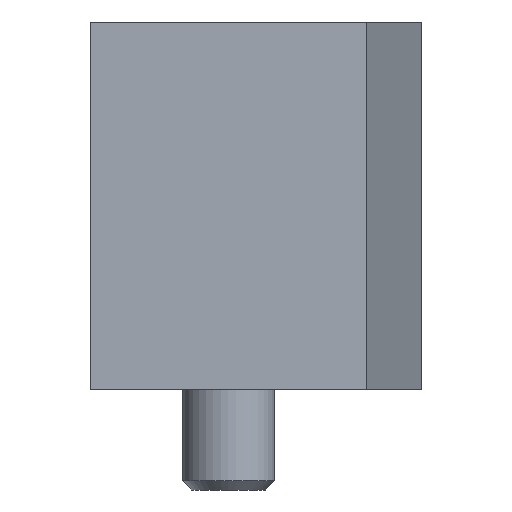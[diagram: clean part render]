
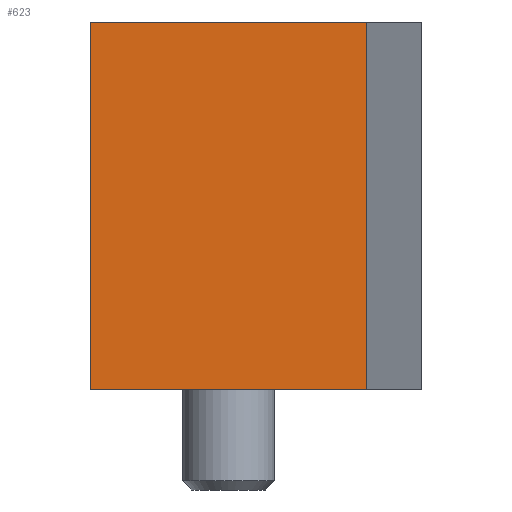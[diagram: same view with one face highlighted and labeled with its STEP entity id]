
A CAD part, front view. The second image highlights one B-rep face of the part: STEP entity #623.
In plain terms, the highlighted planar face has unit normal (0, -1, 0).
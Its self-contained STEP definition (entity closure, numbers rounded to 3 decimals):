
#45=LINE('',#939,#87);
#47=LINE('',#943,#89);
#48=LINE('',#945,#90);
#49=LINE('',#946,#91);
#87=VECTOR('',#772,20.);
#89=VECTOR('',#776,15.);
#90=VECTOR('',#777,20.);
#91=VECTOR('',#778,15.);
#158=FACE_OUTER_BOUND('',#206,.T.);
#206=EDGE_LOOP('',(#432,#433,#434,#435));
#292=VERTEX_POINT('',#936);
#293=VERTEX_POINT('',#938);
#294=VERTEX_POINT('',#942);
#295=VERTEX_POINT('',#944);
#351=EDGE_CURVE('',#293,#292,#45,.T.);
#353=EDGE_CURVE('',#292,#294,#47,.T.);
#354=EDGE_CURVE('',#295,#294,#48,.T.);
#355=EDGE_CURVE('',#293,#295,#49,.T.);
#432=ORIENTED_EDGE('',*,*,#353,.T.);
#433=ORIENTED_EDGE('',*,*,#354,.F.);
#434=ORIENTED_EDGE('',*,*,#355,.F.);
#435=ORIENTED_EDGE('',*,*,#351,.T.);
#558=PLANE('',#677);
#623=ADVANCED_FACE('',(#158),#558,.T.);
#677=AXIS2_PLACEMENT_3D('',#941,#774,#775);
#772=DIRECTION('',(0.,0.,1.));
#774=DIRECTION('center_axis',(0.,-1.,0.));
#775=DIRECTION('ref_axis',(0.,0.,-1.));
#776=DIRECTION('',(-1.,0.,0.));
#777=DIRECTION('',(0.,0.,1.));
#778=DIRECTION('',(-1.,0.,0.));
#936=CARTESIAN_POINT('',(34.304,90.844,217.637));
#938=CARTESIAN_POINT('',(34.304,90.844,197.637));
#939=CARTESIAN_POINT('',(34.304,90.844,197.637));
#941=CARTESIAN_POINT('Origin',(34.304,90.844,197.637));
#942=CARTESIAN_POINT('',(19.304,90.844,217.637));
#943=CARTESIAN_POINT('',(34.304,90.844,217.637));
#944=CARTESIAN_POINT('',(19.304,90.844,197.637));
#945=CARTESIAN_POINT('',(19.304,90.844,197.637));
#946=CARTESIAN_POINT('',(34.304,90.844,197.637));
